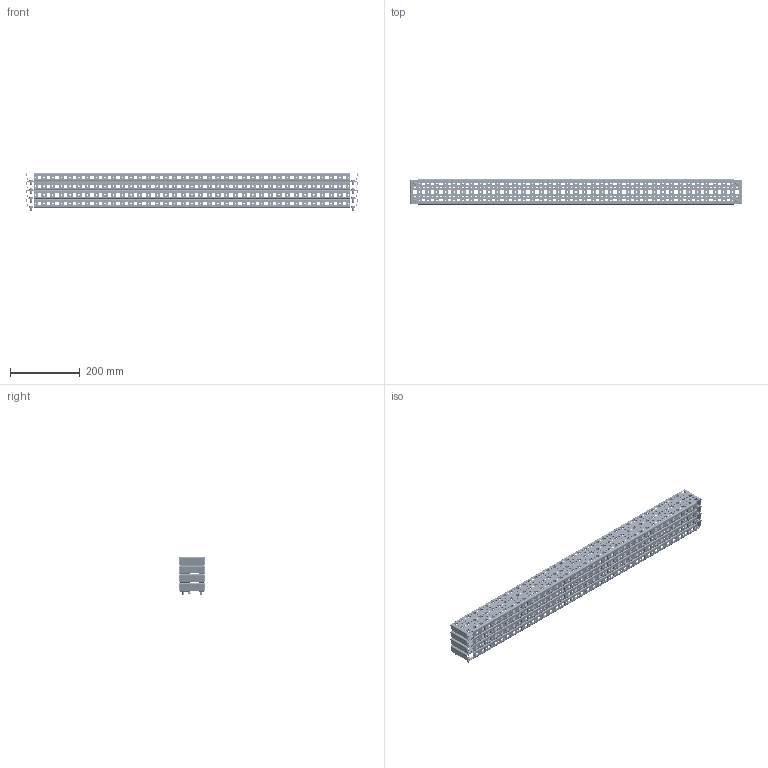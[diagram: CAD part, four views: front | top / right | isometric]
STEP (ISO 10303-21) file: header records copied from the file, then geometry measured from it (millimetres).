
FILE_DESCRIPTION (( 'STEP AP203' ), '1' );
FILE_NAME ('U2600102373 Êîìïëåêò ïëàíîê ìîíòàæíûõ ÂÌ 23õ73 òèï Ê LC2_RS52 00.100 (000.801.260-04).STEP', '2022-04-20T07:18:11', ( '' ), ( '' ), 'SwSTEP 2.0', 'SolidWorks 2017', '' );
FILE_SCHEMA (( 'CONFIG_CONTROL_DESIGN' ));
Length unit declared in the file: millimetre
Products named in the file (3): Âèíò DIN 7500 C TORX_Œ5å12; U2600102373 Êîìïëåêò ïëàíîê ìîíòàæíûõ ÂÌ 23õ73 òèï Ê LC2_RS52 00.100 (000.801.260-04); 025-219 Ïëàíêà ìîíòàæíàÿ 23õ73 òèï Ê èçì1_04 (1000)
Assembly tree (20 placements, depth 2):
  U2600102373 Êîìïëåêò ïëàíîê ìîíòàæíûõ ÂÌ 23õ73 òèï Ê LC2_RS52 00.100 (000.801.260-04)
    025-219 Ïëàíêà ìîíòàæíàÿ 23õ73 òèï Ê èçì1_04 (1000)  x4
    Âèíò DIN 7500 C TORX_Œ5å12  x16
Bounding box: 953.98 x 73 x 110.6 mm (x, y, z)
Volume: 597430.7 mm3; surface area: 931037 mm2
Topology: 20 solids, 20 shells, 6880 faces, 20056 edges, 13232 vertices
Faces by surface type: plane 3664, cylinder 3112, cone 64, sphere 32, bspline 8
Entity records: 56227 total; most frequent: CARTESIAN_POINT 9540, ORIENTED_EDGE 9356, DIRECTION 9339, EDGE_CURVE 4678, VECTOR 3189, LINE 3189, VERTEX_POINT 3086, AXIS2_PLACEMENT_3D 3075
